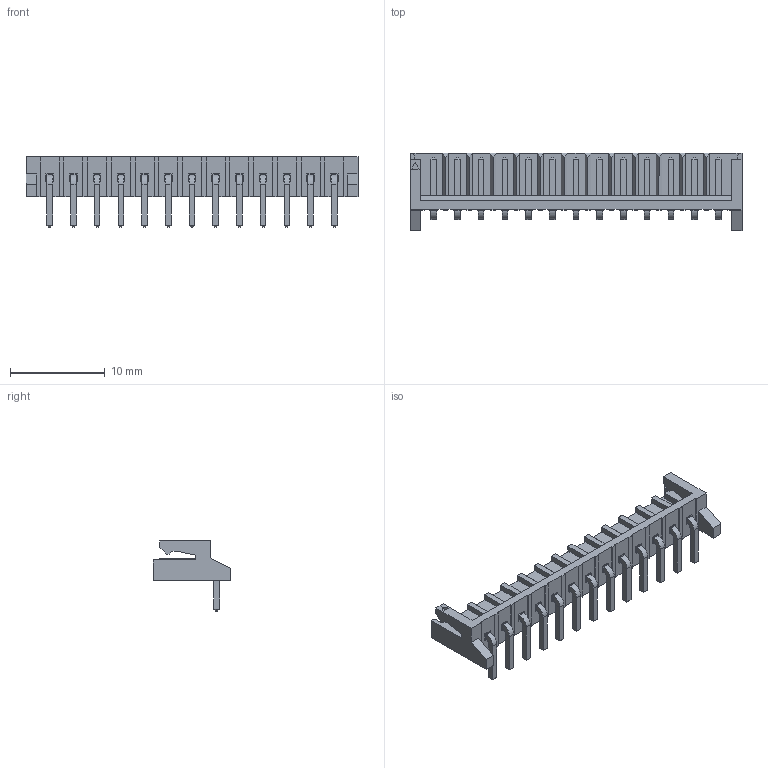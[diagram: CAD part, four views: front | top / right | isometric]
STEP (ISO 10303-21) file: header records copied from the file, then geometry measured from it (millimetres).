
FILE_DESCRIPTION (( 'STEP AP214' ), '1' );
FILE_NAME ('JST-S13B-EH-A.STEP', '2020-12-30T03:38:31', ( '' ), ( '' ), 'SwSTEP 2.0', 'SolidWorks 2020', '' );
FILE_SCHEMA (( 'AUTOMOTIVE_DESIGN' ));
Length unit declared in the file: millimetre
Products named in the file (1): JST-S13B-EH-A
Bounding box: 35 x 8.2 x 7.4 mm (x, y, z)
Volume: 409.1 mm3; surface area: 1139.4 mm2
Topology: 1 solids, 1 shells, 500 faces, 1191 edges, 734 vertices
Faces by surface type: plane 472, cylinder 28
Entity records: 19452 total; most frequent: CARTESIAN_POINT 2426, ORIENTED_EDGE 2382, DIRECTION 2249, EDGE_CURVE 1191, VECTOR 1135, LINE 1135, VERTEX_POINT 734, AXIS2_PLACEMENT_3D 557
